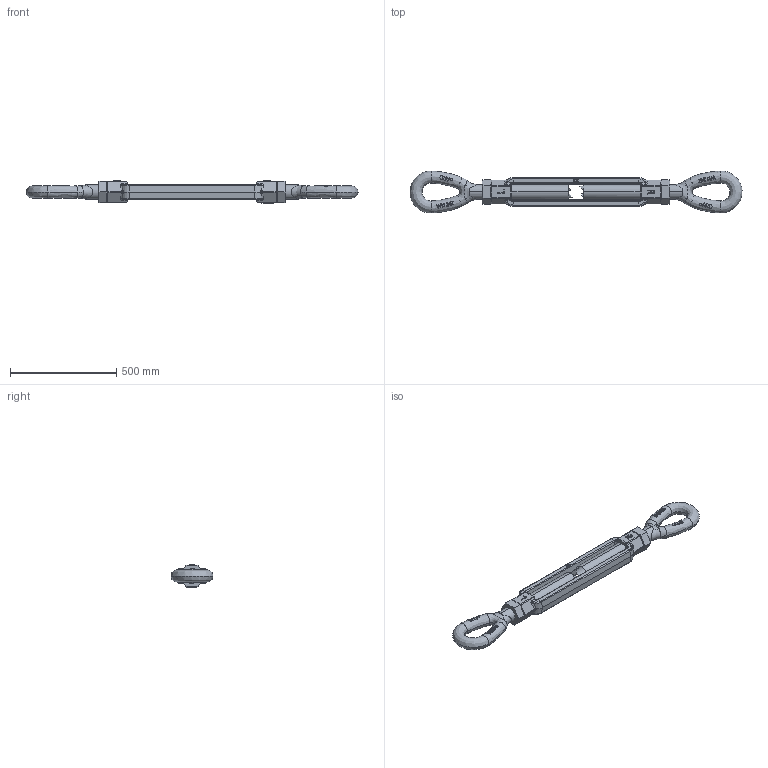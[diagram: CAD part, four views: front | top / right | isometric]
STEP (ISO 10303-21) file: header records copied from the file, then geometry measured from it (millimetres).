
FILE_DESCRIPTION(('STEP AP214'),'1');
FILE_NAME('ssgpoo6924.stp','2017-03-31T06:36:38',('TraceParts'),('TraceParts S.A.'),'Spatial InterOp 3D',' ',' ');
FILE_SCHEMA(('automotive_design'));
Length unit declared in the file: millimetre
Products named in the file (8): ssgpoo6924_1; ssgpoo6924_2; ssgpoo6924_3; ssgpoo6924_4; ssgpoo6924_5; ssgpoo6924_6; ssgpoo6924_7; ssgpoo6924_8
Bounding box: 1563.68 x 197.78 x 104.47 mm (x, y, z)
Volume: 9745495.9 mm3; surface area: 858404.3 mm2
Topology: 8 solids, 8 shells, 634 faces, 1644 edges, 1050 vertices
Faces by surface type: plane 272, bspline 196, cylinder 122, cone 44
Entity records: 39498 total; most frequent: CARTESIAN_POINT 20748, ORIENTED_EDGE 3300, DIRECTION 2056, EDGE_CURVE 1650, VERTEX_POINT 1056, AXIS2_PLACEMENT_3D 708, B_SPLINE_CURVE_WITH_KNOTS 708, EDGE_LOOP 670
